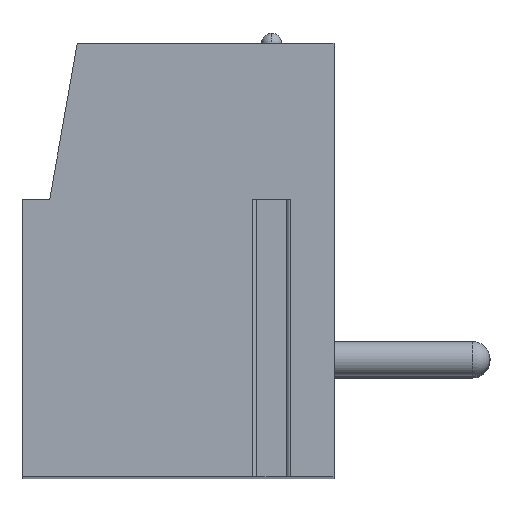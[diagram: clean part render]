
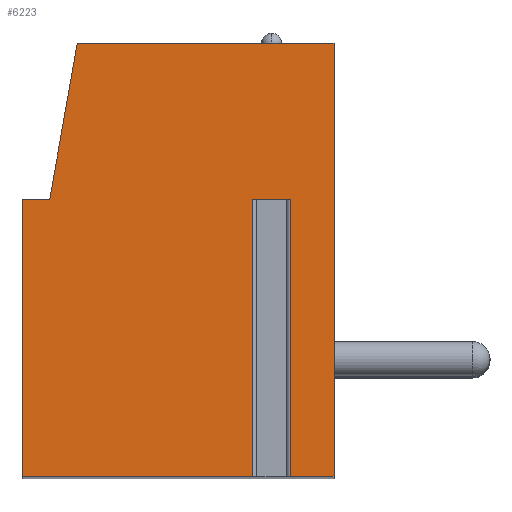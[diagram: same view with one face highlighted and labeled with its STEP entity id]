
A CAD part, top view. The second image highlights one B-rep face of the part: STEP entity #6223.
In plain terms, the highlighted planar face has unit normal (0, 0, 1).
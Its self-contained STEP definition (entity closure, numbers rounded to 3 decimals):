
#13=DIRECTION('',(-1.,0.,0.));
#14=VECTOR('',#13,1.112);
#15=CARTESIAN_POINT('',(3.256,1.75,33.02));
#16=LINE('',#15,#14);
#17=DIRECTION('',(0.,-1.,0.));
#18=VECTOR('',#17,8.);
#19=CARTESIAN_POINT('',(2.144,1.75,33.02));
#20=LINE('',#19,#18);
#21=DIRECTION('',(1.,0.,0.));
#22=VECTOR('',#21,6.644);
#23=CARTESIAN_POINT('',(-4.5,-6.25,33.02));
#24=LINE('',#23,#22);
#25=DIRECTION('',(0.,-1.,0.));
#26=VECTOR('',#25,8.);
#27=CARTESIAN_POINT('',(-4.5,1.75,33.02));
#28=LINE('',#27,#26);
#29=DIRECTION('',(-1.,0.,0.));
#30=VECTOR('',#29,0.8);
#31=CARTESIAN_POINT('',(-3.7,1.75,33.02));
#32=LINE('',#31,#30);
#33=DIRECTION('',(-0.174,-0.985,0.));
#34=VECTOR('',#33,4.569);
#35=CARTESIAN_POINT('',(-2.907,6.25,33.02));
#36=LINE('',#35,#34);
#37=DIRECTION('',(-1.,0.,0.));
#38=VECTOR('',#37,7.407);
#39=CARTESIAN_POINT('',(4.5,6.25,33.02));
#40=LINE('',#39,#38);
#41=DIRECTION('',(0.,1.,0.));
#42=VECTOR('',#41,12.5);
#43=CARTESIAN_POINT('',(4.5,-6.25,33.02));
#44=LINE('',#43,#42);
#45=DIRECTION('',(1.,0.,0.));
#46=VECTOR('',#45,1.244);
#47=CARTESIAN_POINT('',(3.256,-6.25,33.02));
#48=LINE('',#47,#46);
#49=DIRECTION('',(0.,-1.,0.));
#50=VECTOR('',#49,8.);
#51=CARTESIAN_POINT('',(3.256,1.75,33.02));
#52=LINE('',#51,#50);
#4888=CARTESIAN_POINT('',(-3.7,1.75,33.02));
#4889=CARTESIAN_POINT('',(-4.5,1.75,33.02));
#4890=VERTEX_POINT('',#4888);
#4891=VERTEX_POINT('',#4889);
#4892=CARTESIAN_POINT('',(-4.5,-6.25,33.02));
#4893=VERTEX_POINT('',#4892);
#4894=CARTESIAN_POINT('',(4.5,-6.25,33.02));
#4895=CARTESIAN_POINT('',(4.5,6.25,33.02));
#4896=VERTEX_POINT('',#4894);
#4897=VERTEX_POINT('',#4895);
#4898=CARTESIAN_POINT('',(-2.907,6.25,33.02));
#4899=VERTEX_POINT('',#4898);
#4948=CARTESIAN_POINT('',(3.256,1.75,33.02));
#4949=CARTESIAN_POINT('',(2.144,1.75,33.02));
#4950=VERTEX_POINT('',#4948);
#4951=VERTEX_POINT('',#4949);
#4952=CARTESIAN_POINT('',(2.144,-6.25,33.02));
#4953=VERTEX_POINT('',#4952);
#4954=CARTESIAN_POINT('',(3.256,-6.25,33.02));
#4955=VERTEX_POINT('',#4954);
#6196=CARTESIAN_POINT('',(0.,0.,33.02));
#6197=DIRECTION('',(0.,0.,1.));
#6198=DIRECTION('',(1.,0.,0.));
#6199=AXIS2_PLACEMENT_3D('',#6196,#6197,#6198);
#6200=PLANE('',#6199);
#6202=ORIENTED_EDGE('',*,*,#6201,.T.);
#6204=ORIENTED_EDGE('',*,*,#6203,.T.);
#6206=ORIENTED_EDGE('',*,*,#6205,.F.);
#6208=ORIENTED_EDGE('',*,*,#6207,.F.);
#6210=ORIENTED_EDGE('',*,*,#6209,.F.);
#6212=ORIENTED_EDGE('',*,*,#6211,.F.);
#6214=ORIENTED_EDGE('',*,*,#6213,.F.);
#6216=ORIENTED_EDGE('',*,*,#6215,.F.);
#6218=ORIENTED_EDGE('',*,*,#6217,.F.);
#6220=ORIENTED_EDGE('',*,*,#6219,.F.);
#6221=EDGE_LOOP('',(#6202,#6204,#6206,#6208,#6210,#6212,#6214,#6216,#6218,
#6220));
#6222=FACE_OUTER_BOUND('',#6221,.F.);
#6201=EDGE_CURVE('',#4950,#4951,#16,.T.);
#6203=EDGE_CURVE('',#4951,#4953,#20,.T.);
#6205=EDGE_CURVE('',#4893,#4953,#24,.T.);
#6207=EDGE_CURVE('',#4891,#4893,#28,.T.);
#6209=EDGE_CURVE('',#4890,#4891,#32,.T.);
#6211=EDGE_CURVE('',#4899,#4890,#36,.T.);
#6213=EDGE_CURVE('',#4897,#4899,#40,.T.);
#6215=EDGE_CURVE('',#4896,#4897,#44,.T.);
#6217=EDGE_CURVE('',#4955,#4896,#48,.T.);
#6219=EDGE_CURVE('',#4950,#4955,#52,.T.);
#6223=ADVANCED_FACE('',(#6222),#6200,.T.);
